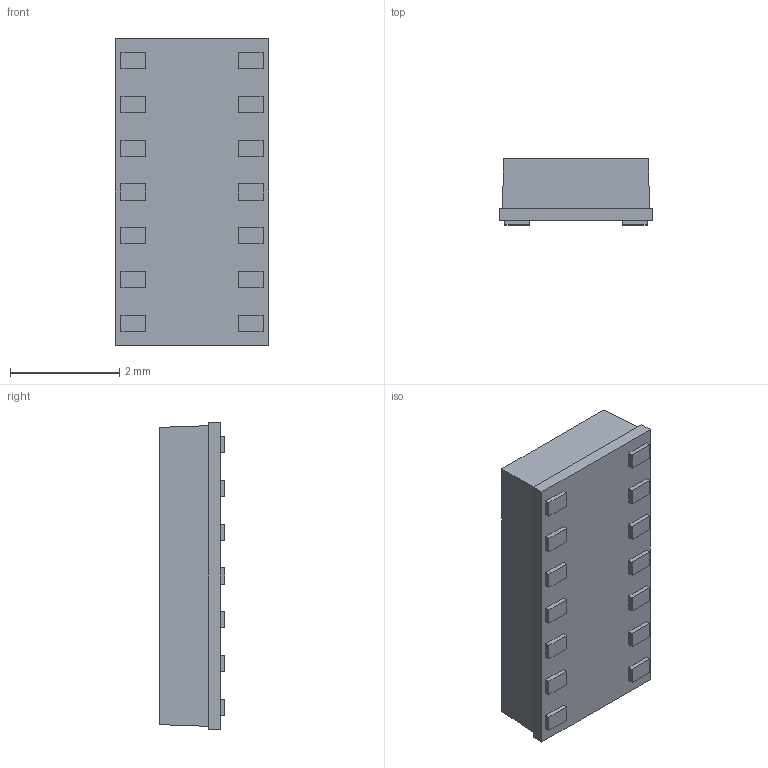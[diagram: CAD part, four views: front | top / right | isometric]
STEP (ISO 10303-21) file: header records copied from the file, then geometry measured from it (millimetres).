
FILE_DESCRIPTION (( 'STEP AP214' ), '1' );
FILE_NAME ('MAX30100EFD+T.STEP', '2021-08-24T11:04:24', ( '' ), ( '' ), 'SwSTEP 2.0', 'SolidWorks 2018', '' );
FILE_SCHEMA (( 'AUTOMOTIVE_DESIGN' ));
Length unit declared in the file: millimetre
Products named in the file (2): MAX30100EFD+T
Bounding box: 2.8 x 1.2 x 5.6 mm (x, y, z)
Volume: 14.4 mm3; surface area: 58.6 mm2
Topology: 1 solids, 1 shells, 110 faces, 264 edges, 174 vertices
Faces by surface type: plane 94, cylinder 10, bspline 4, torus 2
Entity records: 4784 total; most frequent: CARTESIAN_POINT 973, ORIENTED_EDGE 524, DIRECTION 494, EDGE_CURVE 262, VECTOR 226, LINE 226, VERTEX_POINT 174, AXIS2_PLACEMENT_3D 134
